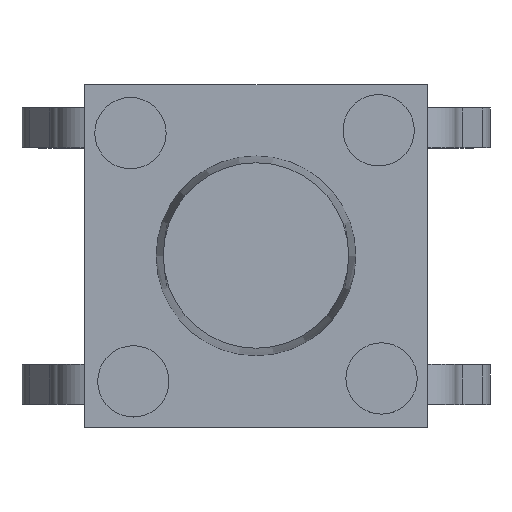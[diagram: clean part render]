
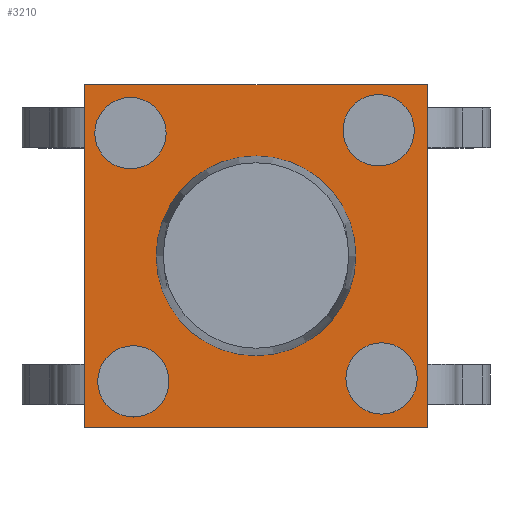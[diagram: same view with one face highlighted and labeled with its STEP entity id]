
A CAD part, top view. The second image highlights one B-rep face of the part: STEP entity #3210.
In plain terms, the highlighted planar face has unit normal (0, 0, 1).
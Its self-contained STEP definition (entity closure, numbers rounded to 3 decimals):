
#28 = CIRCLE ( 'NONE', #5293, 0.625 ) ;
#43 = CIRCLE ( 'NONE', #3702, 0.625 ) ;
#67 = CARTESIAN_POINT ( 'NONE',  ( 1.525, 2.2, 3.5 ) ) ;
#108 = CARTESIAN_POINT ( 'NONE',  ( -2.15, -2.2, 3.5 ) ) ;
#111 = ORIENTED_EDGE ( 'NONE', *, *, #874, .T. ) ;
#134 = EDGE_CURVE ( 'NONE', #810, #5700, #28, .T. ) ;
#200 = PLANE ( 'NONE',  #1578 ) ;
#248 = CARTESIAN_POINT ( 'NONE',  ( -2.2, 2.15, 3.5 ) ) ;
#268 = EDGE_CURVE ( 'NONE', #4099, #761, #3950, .T. ) ;
#456 = DIRECTION ( 'NONE',  ( 1., 0., 0. ) ) ;
#462 = CARTESIAN_POINT ( 'NONE',  ( 2.15, 2.2, 3.5 ) ) ;
#483 = EDGE_CURVE ( 'NONE', #761, #4099, #6122, .T. ) ;
#495 = ORIENTED_EDGE ( 'NONE', *, *, #2740, .F. ) ;
#516 = EDGE_CURVE ( 'NONE', #768, #5821, #1642, .T. ) ;
#580 = AXIS2_PLACEMENT_3D ( 'NONE', #108, #3645, #617 ) ;
#617 = DIRECTION ( 'NONE',  ( 1., 0., 0. ) ) ;
#691 = DIRECTION ( 'NONE',  ( 0., 0., 1. ) ) ;
#703 = AXIS2_PLACEMENT_3D ( 'NONE', #966, #3986, #456 ) ;
#706 = DIRECTION ( 'NONE',  ( 1., 0., 0. ) ) ;
#727 = VERTEX_POINT ( 'NONE', #3393 ) ;
#761 = VERTEX_POINT ( 'NONE', #1846 ) ;
#768 = VERTEX_POINT ( 'NONE', #1805 ) ;
#810 = VERTEX_POINT ( 'NONE', #1252 ) ;
#815 = EDGE_LOOP ( 'NONE', ( #6275, #495 ) ) ;
#821 = VERTEX_POINT ( 'NONE', #2719 ) ;
#874 = EDGE_CURVE ( 'NONE', #821, #1515, #3141, .T. ) ;
#966 = CARTESIAN_POINT ( 'NONE',  ( 2.2, -2.15, 3.5 ) ) ;
#970 = EDGE_LOOP ( 'NONE', ( #3263, #3965 ) ) ;
#977 = EDGE_CURVE ( 'NONE', #5821, #768, #43, .T. ) ;
#989 = ORIENTED_EDGE ( 'NONE', *, *, #134, .F. ) ;
#1065 = EDGE_CURVE ( 'NONE', #5700, #810, #6261, .T. ) ;
#1081 = DIRECTION ( 'NONE',  ( 0., 0., 1. ) ) ;
#1127 = DIRECTION ( 'NONE',  ( 0., 0., -1. ) ) ;
#1155 = VECTOR ( 'NONE', #4611, 1000. ) ;
#1252 = CARTESIAN_POINT ( 'NONE',  ( 2.775, 2.2, 3.5 ) ) ;
#1277 = VERTEX_POINT ( 'NONE', #5741 ) ;
#1310 = CARTESIAN_POINT ( 'NONE',  ( 0., 0., 3.5 ) ) ;
#1487 = VECTOR ( 'NONE', #3185, 1000. ) ;
#1515 = VERTEX_POINT ( 'NONE', #1759 ) ;
#1578 = AXIS2_PLACEMENT_3D ( 'NONE', #2762, #6235, #3251 ) ;
#1588 = CARTESIAN_POINT ( 'NONE',  ( -3., -3., 3.5 ) ) ;
#1642 = CIRCLE ( 'NONE', #703, 0.625 ) ;
#1759 = CARTESIAN_POINT ( 'NONE',  ( -3., 3., 3.5 ) ) ;
#1802 = CIRCLE ( 'NONE', #4257, 1.75 ) ;
#1805 = CARTESIAN_POINT ( 'NONE',  ( 1.575, -2.15, 3.5 ) ) ;
#1826 = DIRECTION ( 'NONE',  ( -1., 0., 0. ) ) ;
#1827 = FACE_OUTER_BOUND ( 'NONE', #2826, .T. ) ;
#1846 = CARTESIAN_POINT ( 'NONE',  ( -2.825, 2.15, 3.5 ) ) ;
#1993 = FACE_BOUND ( 'NONE', #815, .T. ) ;
#1995 = EDGE_LOOP ( 'NONE', ( #2198, #2212 ) ) ;
#2154 = DIRECTION ( 'NONE',  ( 0., 0., 1. ) ) ;
#2182 = EDGE_CURVE ( 'NONE', #4294, #3438, #6336, .T. ) ;
#2198 = ORIENTED_EDGE ( 'NONE', *, *, #516, .F. ) ;
#2212 = ORIENTED_EDGE ( 'NONE', *, *, #977, .F. ) ;
#2243 = ORIENTED_EDGE ( 'NONE', *, *, #1065, .F. ) ;
#2259 = VERTEX_POINT ( 'NONE', #5279 ) ;
#2262 = CARTESIAN_POINT ( 'NONE',  ( 2.825, -2.15, 3.5 ) ) ;
#2355 = CIRCLE ( 'NONE', #5889, 0.625 ) ;
#2420 = CIRCLE ( 'NONE', #4856, 1.75 ) ;
#2455 = CIRCLE ( 'NONE', #580, 0.625 ) ;
#2590 = DIRECTION ( 'NONE',  ( 1., 0., 0. ) ) ;
#2693 = CARTESIAN_POINT ( 'NONE',  ( 3., 3., 3.5 ) ) ;
#2703 = AXIS2_PLACEMENT_3D ( 'NONE', #5238, #4270, #4293 ) ;
#2719 = CARTESIAN_POINT ( 'NONE',  ( 3., 3., 3.5 ) ) ;
#2740 = EDGE_CURVE ( 'NONE', #1277, #727, #2355, .T. ) ;
#2762 = CARTESIAN_POINT ( 'NONE',  ( 0., 0., 3.5 ) ) ;
#2826 = EDGE_LOOP ( 'NONE', ( #4303, #111, #5784, #4583 ) ) ;
#2969 = CARTESIAN_POINT ( 'NONE',  ( 3., -3., 3.5 ) ) ;
#3008 = LINE ( 'NONE', #2693, #1487 ) ;
#3066 = EDGE_CURVE ( 'NONE', #6181, #2259, #2420, .T. ) ;
#3141 = LINE ( 'NONE', #4324, #5648 ) ;
#3176 = FACE_BOUND ( 'NONE', #970, .T. ) ;
#3185 = DIRECTION ( 'NONE',  ( 0., 1., 0. ) ) ;
#3210 = ADVANCED_FACE ( 'NONE', ( #5836, #1993, #4663, #4514, #3176, #1827 ), #200, .T. ) ;
#3251 = DIRECTION ( 'NONE',  ( 1., 0., 0. ) ) ;
#3258 = EDGE_CURVE ( 'NONE', #1515, #4294, #4578, .T. ) ;
#3263 = ORIENTED_EDGE ( 'NONE', *, *, #483, .F. ) ;
#3302 = CARTESIAN_POINT ( 'NONE',  ( -3., 3., 3.5 ) ) ;
#3306 = DIRECTION ( 'NONE',  ( -1., 0., 0. ) ) ;
#3393 = CARTESIAN_POINT ( 'NONE',  ( -2.775, -2.2, 3.5 ) ) ;
#3438 = VERTEX_POINT ( 'NONE', #2969 ) ;
#3645 = DIRECTION ( 'NONE',  ( 0., 0., 1. ) ) ;
#3702 = AXIS2_PLACEMENT_3D ( 'NONE', #6344, #6363, #6389 ) ;
#3950 = CIRCLE ( 'NONE', #2703, 0.625 ) ;
#3965 = ORIENTED_EDGE ( 'NONE', *, *, #268, .F. ) ;
#3986 = DIRECTION ( 'NONE',  ( 0., 0., 1. ) ) ;
#4099 = VERTEX_POINT ( 'NONE', #4166 ) ;
#4134 = EDGE_CURVE ( 'NONE', #3438, #821, #3008, .T. ) ;
#4146 = CARTESIAN_POINT ( 'NONE',  ( 0., 0., 3.5 ) ) ;
#4166 = CARTESIAN_POINT ( 'NONE',  ( -1.575, 2.15, 3.5 ) ) ;
#4257 = AXIS2_PLACEMENT_3D ( 'NONE', #1310, #4847, #1826 ) ;
#4270 = DIRECTION ( 'NONE',  ( 0., 0., 1. ) ) ;
#4283 = EDGE_CURVE ( 'NONE', #2259, #6181, #1802, .T. ) ;
#4293 = DIRECTION ( 'NONE',  ( 1., 0., 0. ) ) ;
#4294 = VERTEX_POINT ( 'NONE', #5354 ) ;
#4303 = ORIENTED_EDGE ( 'NONE', *, *, #4134, .T. ) ;
#4324 = CARTESIAN_POINT ( 'NONE',  ( -3., 3., 3.5 ) ) ;
#4514 = FACE_BOUND ( 'NONE', #6387, .T. ) ;
#4578 = LINE ( 'NONE', #3302, #5908 ) ;
#4583 = ORIENTED_EDGE ( 'NONE', *, *, #2182, .T. ) ;
#4611 = DIRECTION ( 'NONE',  ( 1., 0., 0. ) ) ;
#4642 = DIRECTION ( 'NONE',  ( -1., 0., 0. ) ) ;
#4663 = FACE_BOUND ( 'NONE', #1995, .T. ) ;
#4811 = EDGE_LOOP ( 'NONE', ( #6244, #6402 ) ) ;
#4847 = DIRECTION ( 'NONE',  ( 0., 0., -1. ) ) ;
#4856 = AXIS2_PLACEMENT_3D ( 'NONE', #4146, #1127, #4642 ) ;
#5028 = CARTESIAN_POINT ( 'NONE',  ( 1.75, 0., 3.5 ) ) ;
#5048 = AXIS2_PLACEMENT_3D ( 'NONE', #6067, #5941, #6170 ) ;
#5151 = CARTESIAN_POINT ( 'NONE',  ( -2.15, -2.2, 3.5 ) ) ;
#5238 = CARTESIAN_POINT ( 'NONE',  ( -2.2, 2.15, 3.5 ) ) ;
#5279 = CARTESIAN_POINT ( 'NONE',  ( -1.75, 0., 3.5 ) ) ;
#5293 = AXIS2_PLACEMENT_3D ( 'NONE', #462, #1081, #706 ) ;
#5354 = CARTESIAN_POINT ( 'NONE',  ( -3., -3., 3.5 ) ) ;
#5648 = VECTOR ( 'NONE', #3306, 1000. ) ;
#5649 = DIRECTION ( 'NONE',  ( 1., 0., 0. ) ) ;
#5700 = VERTEX_POINT ( 'NONE', #67 ) ;
#5741 = CARTESIAN_POINT ( 'NONE',  ( -1.525, -2.2, 3.5 ) ) ;
#5784 = ORIENTED_EDGE ( 'NONE', *, *, #3258, .T. ) ;
#5821 = VERTEX_POINT ( 'NONE', #2262 ) ;
#5836 = FACE_BOUND ( 'NONE', #4811, .T. ) ;
#5889 = AXIS2_PLACEMENT_3D ( 'NONE', #5151, #2154, #5649 ) ;
#5908 = VECTOR ( 'NONE', #6276, 1000. ) ;
#5941 = DIRECTION ( 'NONE',  ( 0., 0., 1. ) ) ;
#6067 = CARTESIAN_POINT ( 'NONE',  ( 2.15, 2.2, 3.5 ) ) ;
#6122 = CIRCLE ( 'NONE', #6203, 0.625 ) ;
#6170 = DIRECTION ( 'NONE',  ( 1., 0., 0. ) ) ;
#6181 = VERTEX_POINT ( 'NONE', #5028 ) ;
#6203 = AXIS2_PLACEMENT_3D ( 'NONE', #248, #691, #2590 ) ;
#6235 = DIRECTION ( 'NONE',  ( 0., 0., 1. ) ) ;
#6244 = ORIENTED_EDGE ( 'NONE', *, *, #4283, .T. ) ;
#6261 = CIRCLE ( 'NONE', #5048, 0.625 ) ;
#6275 = ORIENTED_EDGE ( 'NONE', *, *, #6488, .F. ) ;
#6276 = DIRECTION ( 'NONE',  ( 0., -1., 0. ) ) ;
#6336 = LINE ( 'NONE', #1588, #1155 ) ;
#6344 = CARTESIAN_POINT ( 'NONE',  ( 2.2, -2.15, 3.5 ) ) ;
#6363 = DIRECTION ( 'NONE',  ( 0., 0., 1. ) ) ;
#6387 = EDGE_LOOP ( 'NONE', ( #2243, #989 ) ) ;
#6389 = DIRECTION ( 'NONE',  ( 1., 0., 0. ) ) ;
#6402 = ORIENTED_EDGE ( 'NONE', *, *, #3066, .T. ) ;
#6488 = EDGE_CURVE ( 'NONE', #727, #1277, #2455, .T. ) ;
